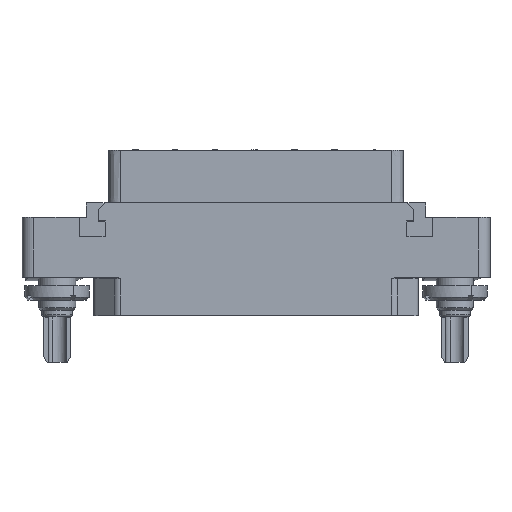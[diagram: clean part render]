
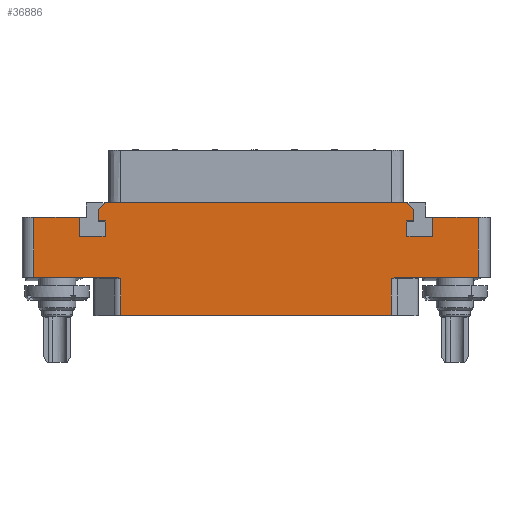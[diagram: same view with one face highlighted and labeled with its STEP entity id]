
A CAD part, top view. The second image highlights one B-rep face of the part: STEP entity #36886.
In plain terms, the highlighted planar face has unit normal (0, 0, 1).
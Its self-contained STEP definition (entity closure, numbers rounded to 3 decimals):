
#1741=DIRECTION('',(-1.,0.,0.));
#1742=VECTOR('',#1741,46.236);
#1743=CARTESIAN_POINT('',(23.118,-6.5,7.));
#1744=LINE('',#1743,#1742);
#1832=DIRECTION('',(1.,0.,0.));
#1833=VECTOR('',#1832,14.082);
#1834=CARTESIAN_POINT('',(-38.,0.,7.));
#1835=LINE('',#1834,#1833);
#5776=DIRECTION('',(0.,-1.,0.));
#5777=VECTOR('',#5776,10.25);
#5778=CARTESIAN_POINT('',(-38.,10.25,7.));
#5779=LINE('',#5778,#5777);
#5794=DIRECTION('',(1.,0.,0.));
#5795=VECTOR('',#5794,7.8);
#5796=CARTESIAN_POINT('',(-38.,10.25,7.));
#5797=LINE('',#5796,#5795);
#5798=DIRECTION('',(0.,-1.,0.));
#5799=VECTOR('',#5798,3.2);
#5800=CARTESIAN_POINT('',(-30.2,10.25,7.));
#5801=LINE('',#5800,#5799);
#5802=DIRECTION('',(1.,0.,0.));
#5803=VECTOR('',#5802,4.4);
#5804=CARTESIAN_POINT('',(-30.2,7.05,7.));
#5805=LINE('',#5804,#5803);
#5806=DIRECTION('',(0.,1.,0.));
#5807=VECTOR('',#5806,2.6);
#5808=CARTESIAN_POINT('',(-25.8,7.05,7.));
#5809=LINE('',#5808,#5807);
#5810=DIRECTION('',(-1.,0.,0.));
#5811=VECTOR('',#5810,1.2);
#5812=CARTESIAN_POINT('',(-25.8,9.65,7.));
#5813=LINE('',#5812,#5811);
#5814=DIRECTION('',(0.,-1.,0.));
#5815=VECTOR('',#5814,1.9);
#5816=CARTESIAN_POINT('',(-27.,11.55,7.));
#5817=LINE('',#5816,#5815);
#5818=DIRECTION('',(1.,0.,0.));
#5819=VECTOR('',#5818,51.6);
#5820=CARTESIAN_POINT('',(-25.8,12.75,7.));
#5821=LINE('',#5820,#5819);
#5822=DIRECTION('',(0.,-1.,0.));
#5823=VECTOR('',#5822,1.9);
#5824=CARTESIAN_POINT('',(27.,11.55,7.));
#5825=LINE('',#5824,#5823);
#5826=DIRECTION('',(-1.,0.,0.));
#5827=VECTOR('',#5826,1.2);
#5828=CARTESIAN_POINT('',(27.,9.65,7.));
#5829=LINE('',#5828,#5827);
#5830=DIRECTION('',(0.,-1.,0.));
#5831=VECTOR('',#5830,2.6);
#5832=CARTESIAN_POINT('',(25.8,9.65,7.));
#5833=LINE('',#5832,#5831);
#5834=DIRECTION('',(1.,0.,0.));
#5835=VECTOR('',#5834,4.4);
#5836=CARTESIAN_POINT('',(25.8,7.05,7.));
#5837=LINE('',#5836,#5835);
#5838=DIRECTION('',(0.,1.,0.));
#5839=VECTOR('',#5838,3.2);
#5840=CARTESIAN_POINT('',(30.2,7.05,7.));
#5841=LINE('',#5840,#5839);
#5842=DIRECTION('',(1.,0.,0.));
#5843=VECTOR('',#5842,7.8);
#5844=CARTESIAN_POINT('',(30.2,10.25,7.));
#5845=LINE('',#5844,#5843);
#5902=DIRECTION('',(1.,0.,0.));
#5903=VECTOR('',#5902,14.082);
#5904=CARTESIAN_POINT('',(23.918,0.,7.));
#5905=LINE('',#5904,#5903);
#10010=DIRECTION('',(0.,1.,0.));
#10011=VECTOR('',#10010,10.25);
#10012=CARTESIAN_POINT('',(38.,0.,7.));
#10013=LINE('',#10012,#10011);
#10074=CARTESIAN_POINT('',(23.118,-0.2,7.));
#10075=CARTESIAN_POINT('',(23.14,-0.192,7.));
#10076=CARTESIAN_POINT('',(23.184,-0.176,7.));
#10077=CARTESIAN_POINT('',(23.251,-0.152,7.));
#10078=CARTESIAN_POINT('',(23.318,-0.128,7.));
#10079=CARTESIAN_POINT('',(23.385,-0.106,7.));
#10080=CARTESIAN_POINT('',(23.451,-0.085,7.));
#10081=CARTESIAN_POINT('',(23.515,-0.066,7.));
#10082=CARTESIAN_POINT('',(23.577,-0.049,7.));
#10083=CARTESIAN_POINT('',(23.636,-0.035,7.));
#10084=CARTESIAN_POINT('',(23.688,-0.024,7.));
#10085=CARTESIAN_POINT('',(23.734,-0.016,7.));
#10086=CARTESIAN_POINT('',(23.776,-0.01,7.));
#10087=CARTESIAN_POINT('',(23.814,-0.005,7.));
#10088=CARTESIAN_POINT('',(23.85,-0.002,7.));
#10089=CARTESIAN_POINT('',(23.884,0.,7.));
#10090=CARTESIAN_POINT('',(23.907,0.,7.));
#10091=CARTESIAN_POINT('',(23.918,0.,7.));
#10107=DIRECTION('',(0.,1.,0.));
#10108=VECTOR('',#10107,6.3);
#10109=CARTESIAN_POINT('',(23.118,-6.5,7.));
#10110=LINE('',#10109,#10108);
#10111=DIRECTION('',(0.,1.,0.));
#10112=VECTOR('',#10111,6.3);
#10113=CARTESIAN_POINT('',(-23.118,-6.5,7.));
#10114=LINE('',#10113,#10112);
#10139=CARTESIAN_POINT('',(-23.918,0.,7.));
#10140=CARTESIAN_POINT('',(-23.907,0.,7.));
#10141=CARTESIAN_POINT('',(-23.884,0.,7.));
#10142=CARTESIAN_POINT('',(-23.85,-0.002,7.));
#10143=CARTESIAN_POINT('',(-23.814,-0.005,7.));
#10144=CARTESIAN_POINT('',(-23.776,-0.01,7.));
#10145=CARTESIAN_POINT('',(-23.734,-0.016,7.));
#10146=CARTESIAN_POINT('',(-23.688,-0.024,7.));
#10147=CARTESIAN_POINT('',(-23.636,-0.035,7.));
#10148=CARTESIAN_POINT('',(-23.577,-0.049,7.));
#10149=CARTESIAN_POINT('',(-23.515,-0.066,7.));
#10150=CARTESIAN_POINT('',(-23.451,-0.085,7.));
#10151=CARTESIAN_POINT('',(-23.385,-0.106,7.));
#10152=CARTESIAN_POINT('',(-23.318,-0.128,7.));
#10153=CARTESIAN_POINT('',(-23.251,-0.152,7.));
#10154=CARTESIAN_POINT('',(-23.184,-0.176,7.));
#10155=CARTESIAN_POINT('',(-23.14,-0.192,7.));
#10156=CARTESIAN_POINT('',(-23.118,-0.2,7.));
#10306=DIRECTION('',(-0.707,-0.707,0.));
#10307=VECTOR('',#10306,1.697);
#10308=CARTESIAN_POINT('',(-25.8,12.75,7.));
#10309=LINE('',#10308,#10307);
#10346=DIRECTION('',(0.707,-0.707,0.));
#10347=VECTOR('',#10346,1.697);
#10348=CARTESIAN_POINT('',(25.8,12.75,7.));
#10349=LINE('',#10348,#10347);
#27649=CARTESIAN_POINT('',(-30.2,10.25,7.));
#27650=CARTESIAN_POINT('',(-30.2,7.05,7.));
#27651=VERTEX_POINT('',#27649);
#27652=VERTEX_POINT('',#27650);
#27653=CARTESIAN_POINT('',(-25.8,7.05,7.));
#27654=VERTEX_POINT('',#27653);
#27655=CARTESIAN_POINT('',(-25.8,9.65,7.));
#27656=VERTEX_POINT('',#27655);
#27657=CARTESIAN_POINT('',(-27.,9.65,7.));
#27658=VERTEX_POINT('',#27657);
#27659=CARTESIAN_POINT('',(27.,9.65,7.));
#27660=CARTESIAN_POINT('',(25.8,9.65,7.));
#27661=VERTEX_POINT('',#27659);
#27662=VERTEX_POINT('',#27660);
#27663=CARTESIAN_POINT('',(25.8,7.05,7.));
#27664=VERTEX_POINT('',#27663);
#27665=CARTESIAN_POINT('',(30.2,7.05,7.));
#27666=VERTEX_POINT('',#27665);
#27667=CARTESIAN_POINT('',(30.2,10.25,7.));
#27668=VERTEX_POINT('',#27667);
#27673=CARTESIAN_POINT('',(-25.8,12.75,7.));
#27675=VERTEX_POINT('',#27673);
#27677=CARTESIAN_POINT('',(-27.,11.55,7.));
#27679=VERTEX_POINT('',#27677);
#27681=CARTESIAN_POINT('',(25.8,12.75,7.));
#27683=VERTEX_POINT('',#27681);
#27685=CARTESIAN_POINT('',(27.,11.55,7.));
#27687=VERTEX_POINT('',#27685);
#27777=CARTESIAN_POINT('',(38.,0.,7.));
#27778=CARTESIAN_POINT('',(38.,10.25,7.));
#27779=VERTEX_POINT('',#27777);
#27780=VERTEX_POINT('',#27778);
#27785=CARTESIAN_POINT('',(-38.,10.25,7.));
#27786=CARTESIAN_POINT('',(-38.,0.,7.));
#27787=VERTEX_POINT('',#27785);
#27788=VERTEX_POINT('',#27786);
#27990=CARTESIAN_POINT('',(23.118,-6.5,7.));
#27992=VERTEX_POINT('',#27990);
#27993=CARTESIAN_POINT('',(-23.118,-6.5,7.));
#27995=VERTEX_POINT('',#27993);
#28057=CARTESIAN_POINT('',(-23.118,-0.2,7.));
#28058=VERTEX_POINT('',#28057);
#28059=CARTESIAN_POINT('',(-23.918,0.,7.));
#28060=VERTEX_POINT('',#28059);
#28061=CARTESIAN_POINT('',(23.118,-0.2,7.));
#28063=VERTEX_POINT('',#28061);
#28065=CARTESIAN_POINT('',(23.918,0.,7.));
#28067=VERTEX_POINT('',#28065);
#36837=CARTESIAN_POINT('',(0.,0.,7.));
#36838=DIRECTION('',(0.,0.,-1.));
#36839=DIRECTION('',(-1.,0.,0.));
#36840=AXIS2_PLACEMENT_3D('',#36837,#36838,#36839);
#36841=PLANE('',#36840);
#36843=ORIENTED_EDGE('',*,*,#36842,.F.);
#36845=ORIENTED_EDGE('',*,*,#36844,.F.);
#36847=ORIENTED_EDGE('',*,*,#36846,.F.);
#36848=ORIENTED_EDGE('',*,*,#34475,.T.);
#36850=ORIENTED_EDGE('',*,*,#36849,.T.);
#36852=ORIENTED_EDGE('',*,*,#36851,.F.);
#36853=ORIENTED_EDGE('',*,*,#34556,.F.);
#36854=ORIENTED_EDGE('',*,*,#36829,.F.);
#36855=ORIENTED_EDGE('',*,*,#36551,.T.);
#36857=ORIENTED_EDGE('',*,*,#36856,.T.);
#36859=ORIENTED_EDGE('',*,*,#36858,.T.);
#36861=ORIENTED_EDGE('',*,*,#36860,.T.);
#36863=ORIENTED_EDGE('',*,*,#36862,.T.);
#36865=ORIENTED_EDGE('',*,*,#36864,.F.);
#36867=ORIENTED_EDGE('',*,*,#36866,.F.);
#36868=ORIENTED_EDGE('',*,*,#33897,.T.);
#36870=ORIENTED_EDGE('',*,*,#36869,.T.);
#36872=ORIENTED_EDGE('',*,*,#36871,.T.);
#36874=ORIENTED_EDGE('',*,*,#36873,.T.);
#36876=ORIENTED_EDGE('',*,*,#36875,.T.);
#36878=ORIENTED_EDGE('',*,*,#36877,.T.);
#36880=ORIENTED_EDGE('',*,*,#36879,.T.);
#36881=ORIENTED_EDGE('',*,*,#34068,.T.);
#36883=ORIENTED_EDGE('',*,*,#36882,.F.);
#36884=EDGE_LOOP('',(#36843,#36845,#36847,#36848,#36850,#36852,#36853,#36854,
#36855,#36857,#36859,#36861,#36863,#36865,#36867,#36868,#36870,#36872,#36874,
#36876,#36878,#36880,#36881,#36883));
#36885=FACE_OUTER_BOUND('',#36884,.F.);
#36886=ADVANCED_FACE('',(#36885),#36841,.F.);
#10092=B_SPLINE_CURVE_WITH_KNOTS('',3,(#10074,#10075,#10076,#10077,#10078,
#10079,#10080,#10081,#10082,#10083,#10084,#10085,#10086,#10087,#10088,#10089,
#10090,#10091),.UNSPECIFIED.,.F.,.F.,(4,1,1,1,1,1,1,1,1,1,1,1,1,1,1,4),(0.,
0.067,0.133,0.2,0.267,0.333,
0.4,0.467,0.533,0.6,0.667,
0.733,0.8,0.867,0.933,1.),
.UNSPECIFIED.);
#10157=B_SPLINE_CURVE_WITH_KNOTS('',3,(#10139,#10140,#10141,#10142,#10143,
#10144,#10145,#10146,#10147,#10148,#10149,#10150,#10151,#10152,#10153,#10154,
#10155,#10156),.UNSPECIFIED.,.F.,.F.,(4,1,1,1,1,1,1,1,1,1,1,1,1,1,1,4),(0.,
0.067,0.133,0.2,0.267,0.333,
0.4,0.467,0.533,0.6,0.667,
0.733,0.8,0.867,0.933,1.),
.UNSPECIFIED.);
#33897=EDGE_CURVE('',#27675,#27683,#5821,.T.);
#34068=EDGE_CURVE('',#27668,#27780,#5845,.T.);
#34475=EDGE_CURVE('',#27992,#27995,#1744,.T.);
#34556=EDGE_CURVE('',#27788,#28060,#1835,.T.);
#36551=EDGE_CURVE('',#27787,#27651,#5797,.T.);
#36829=EDGE_CURVE('',#27787,#27788,#5779,.T.);
#36842=EDGE_CURVE('',#28067,#27779,#5905,.T.);
#36844=EDGE_CURVE('',#28063,#28067,#10092,.T.);
#36846=EDGE_CURVE('',#27992,#28063,#10110,.T.);
#36849=EDGE_CURVE('',#27995,#28058,#10114,.T.);
#36851=EDGE_CURVE('',#28060,#28058,#10157,.T.);
#36856=EDGE_CURVE('',#27651,#27652,#5801,.T.);
#36858=EDGE_CURVE('',#27652,#27654,#5805,.T.);
#36860=EDGE_CURVE('',#27654,#27656,#5809,.T.);
#36862=EDGE_CURVE('',#27656,#27658,#5813,.T.);
#36864=EDGE_CURVE('',#27679,#27658,#5817,.T.);
#36866=EDGE_CURVE('',#27675,#27679,#10309,.T.);
#36869=EDGE_CURVE('',#27683,#27687,#10349,.T.);
#36871=EDGE_CURVE('',#27687,#27661,#5825,.T.);
#36873=EDGE_CURVE('',#27661,#27662,#5829,.T.);
#36875=EDGE_CURVE('',#27662,#27664,#5833,.T.);
#36877=EDGE_CURVE('',#27664,#27666,#5837,.T.);
#36879=EDGE_CURVE('',#27666,#27668,#5841,.T.);
#36882=EDGE_CURVE('',#27779,#27780,#10013,.T.);
